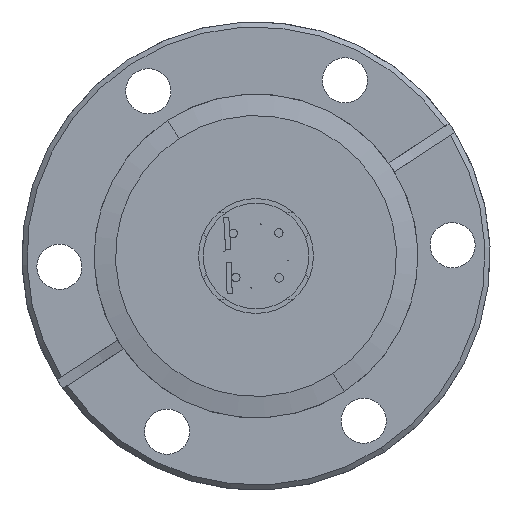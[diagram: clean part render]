
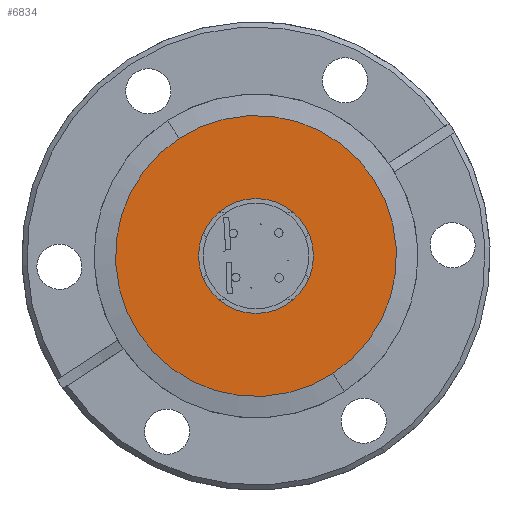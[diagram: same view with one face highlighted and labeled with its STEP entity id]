
A CAD part, front view. The second image highlights one B-rep face of the part: STEP entity #6834.
In plain terms, the highlighted planar face has unit normal (0, -1, 0).
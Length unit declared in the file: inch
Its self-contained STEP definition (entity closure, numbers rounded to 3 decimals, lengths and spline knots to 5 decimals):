
#436 = CARTESIAN_POINT ( 'NONE',  ( 0., -0.79, 0.3375 ) ) ;
#813 = CARTESIAN_POINT ( 'NONE',  ( 0., -0.79, 0. ) ) ;
#814 = DIRECTION ( 'NONE',  ( 0., -1., 0. ) ) ;
#815 = DIRECTION ( 'NONE',  ( -0.547, 0., 0.837 ) ) ;
#816 = CARTESIAN_POINT ( 'NONE',  ( 0., -0.79, 0. ) ) ;
#817 = DIRECTION ( 'NONE',  ( 0., -1., 0. ) ) ;
#818 = DIRECTION ( 'NONE',  ( 0., 0., 1. ) ) ;
#896 = CARTESIAN_POINT ( 'NONE',  ( 0., -0.79, 0. ) ) ;
#897 = DIRECTION ( 'NONE',  ( 0., -1., 0. ) ) ;
#898 = DIRECTION ( 'NONE',  ( -0.547, 0., 0.837 ) ) ;
#1059 = AXIS2_PLACEMENT_3D ( 'NONE', #896, #897, #898 ) ;
#1325 = CIRCLE ( 'NONE', #1059, 0.825 ) ;
#1361 = CIRCLE ( 'NONE', #10652, 0.3375 ) ;
#1377 = CIRCLE ( 'NONE', #10636, 0.825 ) ;
#1729 = VERTEX_POINT ( 'NONE', #436 ) ;
#1989 = EDGE_LOOP ( 'NONE', ( #9126, #9114 ) ) ;
#2032 = EDGE_LOOP ( 'NONE', ( #9797, #9284 ) ) ;
#3185 = CARTESIAN_POINT ( 'NONE',  ( 0.45123, -0.79, -0.69066 ) ) ;
#5148 = DIRECTION ( 'NONE',  ( 0., 0., 1. ) ) ;
#5149 = DIRECTION ( 'NONE',  ( 0., -1., 0. ) ) ;
#5150 = CARTESIAN_POINT ( 'NONE',  ( 0., -0.79, 0. ) ) ;
#5187 = AXIS2_PLACEMENT_3D ( 'NONE', #7377, #7387, #7389 ) ;
#5228 = AXIS2_PLACEMENT_3D ( 'NONE', #5150, #5149, #5148 ) ;
#6217 = EDGE_CURVE ( 'NONE', #1729, #8521, #11220, .T. ) ;
#6834 = ADVANCED_FACE ( 'NONE', ( #11113, #11105 ), #7383, .T. ) ;
#7377 = CARTESIAN_POINT ( 'NONE',  ( 0.69066, -0.79, 0.45123 ) ) ;
#7383 = PLANE ( 'NONE',  #5187 ) ;
#7387 = DIRECTION ( 'NONE',  ( 0., -1., 0. ) ) ;
#7389 = DIRECTION ( 'NONE',  ( -0.547, 0., 0.837 ) ) ;
#8411 = CARTESIAN_POINT ( 'NONE',  ( 0., -0.79, -0.3375 ) ) ;
#8449 = CARTESIAN_POINT ( 'NONE',  ( -0.45123, -0.79, 0.69066 ) ) ;
#8521 = VERTEX_POINT ( 'NONE', #8411 ) ;
#8977 = VERTEX_POINT ( 'NONE', #8449 ) ;
#9114 = ORIENTED_EDGE ( 'NONE', *, *, #10436, .F. ) ;
#9126 = ORIENTED_EDGE ( 'NONE', *, *, #6217, .F. ) ;
#9284 = ORIENTED_EDGE ( 'NONE', *, *, #10464, .T. ) ;
#9291 = VERTEX_POINT ( 'NONE', #3185 ) ;
#9797 = ORIENTED_EDGE ( 'NONE', *, *, #10435, .T. ) ;
#10435 = EDGE_CURVE ( 'NONE', #8977, #9291, #1377, .T. ) ;
#10436 = EDGE_CURVE ( 'NONE', #8521, #1729, #1361, .T. ) ;
#10464 = EDGE_CURVE ( 'NONE', #9291, #8977, #1325, .T. ) ;
#10636 = AXIS2_PLACEMENT_3D ( 'NONE', #813, #814, #815 ) ;
#10652 = AXIS2_PLACEMENT_3D ( 'NONE', #816, #817, #818 ) ;
#11105 = FACE_BOUND ( 'NONE', #1989, .T. ) ;
#11113 = FACE_OUTER_BOUND ( 'NONE', #2032, .T. ) ;
#11220 = CIRCLE ( 'NONE', #5228, 0.3375 ) ;
